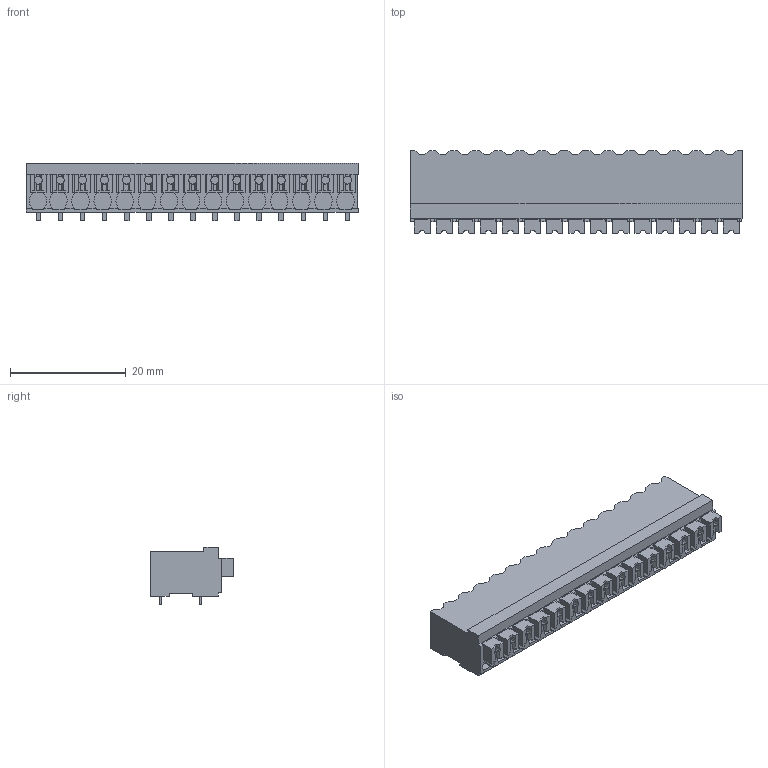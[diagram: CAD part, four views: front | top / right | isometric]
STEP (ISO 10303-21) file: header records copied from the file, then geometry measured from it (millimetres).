
FILE_DESCRIPTION(('CATIA V5 STEP Exchange','CAx-IF Rec.Pracs.--- Model Styling and Organization---1.2---2011-12-15'),'2;1');
FILE_NAME ('D1457807_0', '2018-03-15T05:40:13+00:00', ('none'), ('Weidmueller'), 'CATIA Version 5-6 Release 2014', 'CATIA V5 STEP AP214', 'none');
FILE_SCHEMA(('AUTOMOTIVE_DESIGN { 1 0 10303 214 1 1 1 1 }'));
Length unit declared in the file: millimetre
Products named in the file (1): 1869500000
Bounding box: 57.27 x 14.3 x 10 mm (x, y, z)
Volume: 4895.3 mm3; surface area: 4480.2 mm2
Topology: 46 solids, 46 shells, 1156 faces, 3256 edges, 2177 vertices
Faces by surface type: plane 976, cylinder 180
Entity records: 33828 total; most frequent: CARTESIAN_POINT 6515, ORIENTED_EDGE 6512, DIRECTION 4218, EDGE_CURVE 3256, VECTOR 2881, LINE 2881, VERTEX_POINT 2177, EDGE_LOOP 1171
